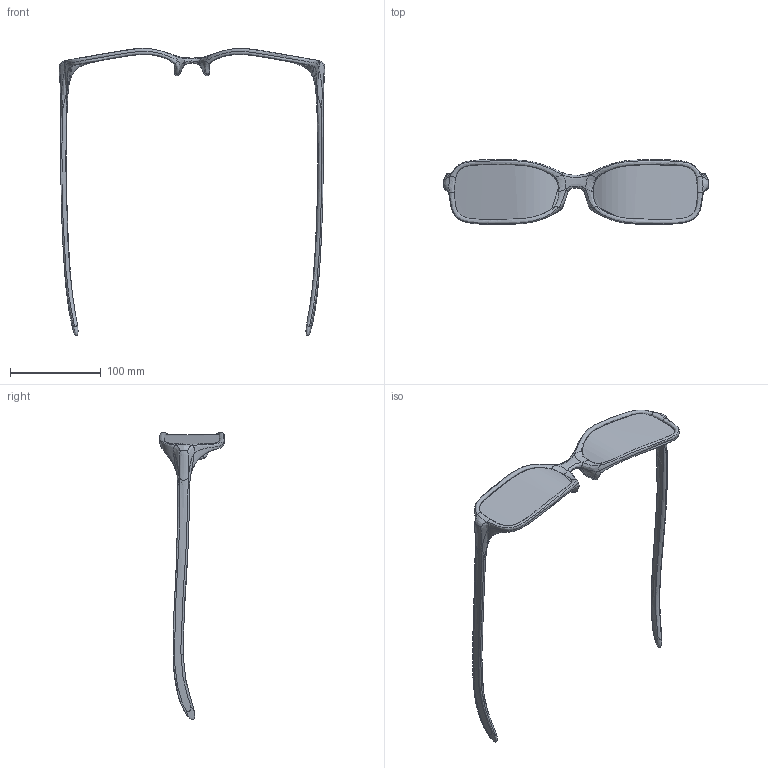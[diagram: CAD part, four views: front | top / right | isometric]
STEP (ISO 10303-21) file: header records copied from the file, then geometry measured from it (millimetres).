
FILE_DESCRIPTION(('FreeCAD Model'),'2;1');
FILE_NAME('Open CASCADE Shape Model','2025-05-04T05:03:39',('FreeCAD'),( 'FreeCAD'),'Open CASCADE STEP processor 7.6','FreeCAD','Unknown');
FILE_SCHEMA(('AUTOMOTIVE_DESIGN { 1 0 10303 214 1 1 1 1 }'));
Length unit declared in the file: millimetre
Products named in the file (1): Open CASCADE STEP translator 7.6 1
Bounding box: 292.92 x 71.32 x 316.63 mm (x, y, z)
Volume: 93579.5 mm3; surface area: 65912.5 mm2
Topology: 3 solids, 3 shells, 201 faces, 477 edges, 278 vertices
Faces by surface type: bspline 201
Entity records: 29995 total; most frequent: CARTESIAN_POINT 26984, ORIENTED_EDGE 954, EDGE_CURVE 477, B_SPLINE_CURVE_WITH_KNOTS 477, VERTEX_POINT 278, ADVANCED_FACE 201, FACE_BOUND 201, EDGE_LOOP 201
